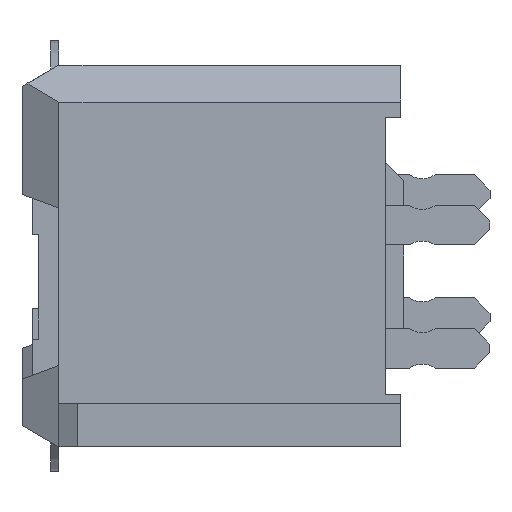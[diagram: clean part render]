
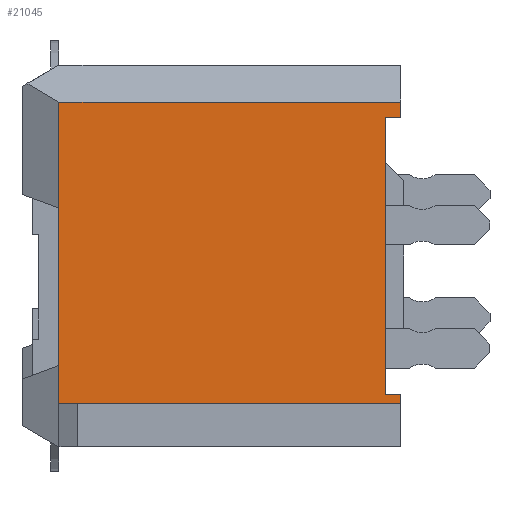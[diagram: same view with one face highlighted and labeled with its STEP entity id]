
A CAD part, left-side view. The second image highlights one B-rep face of the part: STEP entity #21045.
In plain terms, the highlighted planar face has unit normal (-1, 0, 0).
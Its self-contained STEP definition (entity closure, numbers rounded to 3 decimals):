
#1178=ORIENTED_EDGE('',*,*,#7503,.T.);
#1179=ORIENTED_EDGE('',*,*,#7508,.T.);
#1180=ORIENTED_EDGE('',*,*,#7509,.T.);
#1181=ORIENTED_EDGE('',*,*,#7510,.F.);
#1182=ORIENTED_EDGE('',*,*,#7511,.T.);
#1183=ORIENTED_EDGE('',*,*,#7512,.F.);
#1184=ORIENTED_EDGE('',*,*,#7513,.T.);
#1185=ORIENTED_EDGE('',*,*,#7514,.T.);
#1186=ORIENTED_EDGE('',*,*,#7515,.T.);
#1187=ORIENTED_EDGE('',*,*,#7516,.F.);
#7503=EDGE_CURVE('',#10643,#10642,#12819,.T.);
#7508=EDGE_CURVE('',#10642,#10644,#12824,.T.);
#7509=EDGE_CURVE('',#10644,#10645,#12825,.T.);
#7510=EDGE_CURVE('',#10646,#10645,#12826,.T.);
#7511=EDGE_CURVE('',#10646,#10647,#12827,.T.);
#7512=EDGE_CURVE('',#10648,#10647,#12828,.T.);
#7513=EDGE_CURVE('',#10648,#10649,#12829,.T.);
#7514=EDGE_CURVE('',#10649,#10650,#12830,.T.);
#7515=EDGE_CURVE('',#10650,#10651,#12831,.T.);
#7516=EDGE_CURVE('',#10643,#10651,#12832,.T.);
#10642=VERTEX_POINT('',#30280);
#10643=VERTEX_POINT('',#30282);
#10644=VERTEX_POINT('',#30290);
#10645=VERTEX_POINT('',#30292);
#10646=VERTEX_POINT('',#30294);
#10647=VERTEX_POINT('',#30296);
#10648=VERTEX_POINT('',#30298);
#10649=VERTEX_POINT('',#30300);
#10650=VERTEX_POINT('',#30302);
#10651=VERTEX_POINT('',#30304);
#12819=LINE('',#30281,#15594);
#12824=LINE('',#30289,#15599);
#12825=LINE('',#30291,#15600);
#12826=LINE('',#30293,#15601);
#12827=LINE('',#30295,#15602);
#12828=LINE('',#30297,#15603);
#12829=LINE('',#30299,#15604);
#12830=LINE('',#30301,#15605);
#12831=LINE('',#30303,#15606);
#12832=LINE('',#30305,#15607);
#15594=VECTOR('',#24166,1000.);
#15599=VECTOR('',#24175,1000.);
#15600=VECTOR('',#24176,1000.);
#15601=VECTOR('',#24177,1000.);
#15602=VECTOR('',#24178,1000.);
#15603=VECTOR('',#24179,1000.);
#15604=VECTOR('',#24180,1000.);
#15605=VECTOR('',#24181,1000.);
#15606=VECTOR('',#24182,1000.);
#15607=VECTOR('',#24183,1000.);
#17984=EDGE_LOOP('',(#1178,#1179,#1180,#1181,#1182,#1183,#1184,#1185,#1186,
#1187));
#19086=FACE_BOUND('',#17984,.T.);
#20178=PLANE('',#22169);
#21045=ADVANCED_FACE('',(#19086),#20178,.F.);
#22169=AXIS2_PLACEMENT_3D('',#30288,#24173,#24174);
#24166=DIRECTION('',(0.,0.,-1.));
#24173=DIRECTION('',(1.,0.,0.));
#24174=DIRECTION('',(0.,0.,-1.));
#24175=DIRECTION('',(0.,0.,-1.));
#24176=DIRECTION('',(0.,0.,-1.));
#24177=DIRECTION('',(0.,1.,0.));
#24178=DIRECTION('',(0.,0.,1.));
#24179=DIRECTION('',(0.,-1.,0.));
#24180=DIRECTION('',(0.,0.,1.));
#24181=DIRECTION('',(0.,-1.,0.));
#24182=DIRECTION('',(0.,0.,1.));
#24183=DIRECTION('',(0.,-1.,0.));
#30280=CARTESIAN_POINT('',(-11.825,5.55,0.78));
#30281=CARTESIAN_POINT('',(-11.825,5.55,3.1));
#30282=CARTESIAN_POINT('',(-11.825,5.55,2.5));
#30288=CARTESIAN_POINT('',(-11.825,6.15,-3.1));
#30289=CARTESIAN_POINT('',(-11.825,5.55,0.78));
#30290=CARTESIAN_POINT('',(-11.825,5.55,-1.78));
#30291=CARTESIAN_POINT('',(-11.825,5.55,3.1));
#30292=CARTESIAN_POINT('',(-11.825,5.55,-2.4));
#30293=CARTESIAN_POINT('',(-11.825,6.15,-2.4));
#30294=CARTESIAN_POINT('',(-11.825,0.,-2.4));
#30295=CARTESIAN_POINT('',(-11.825,0.,-3.1));
#30296=CARTESIAN_POINT('',(-11.825,0.,-2.25));
#30297=CARTESIAN_POINT('',(-11.825,0.25,-2.25));
#30298=CARTESIAN_POINT('',(-11.825,0.25,-2.25));
#30299=CARTESIAN_POINT('',(-11.825,0.25,-2.25));
#30300=CARTESIAN_POINT('',(-11.825,0.25,2.25));
#30301=CARTESIAN_POINT('',(-11.825,0.25,2.25));
#30302=CARTESIAN_POINT('',(-11.825,0.,2.25));
#30303=CARTESIAN_POINT('',(-11.825,0.,-3.1));
#30304=CARTESIAN_POINT('',(-11.825,0.,2.5));
#30305=CARTESIAN_POINT('',(-11.825,6.15,2.5));
